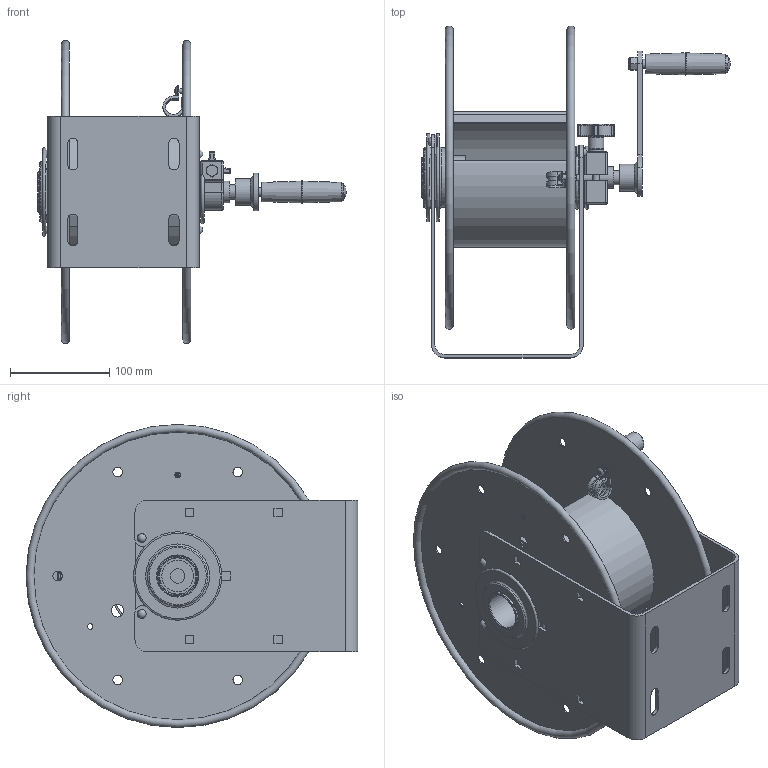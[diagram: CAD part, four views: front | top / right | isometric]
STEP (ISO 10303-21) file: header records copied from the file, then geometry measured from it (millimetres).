
FILE_DESCRIPTION(/* description */ (''),/* implementation_level */ '2;1');
FILE_NAME(/* name */ '112Y-4_SHARED.stp',/* time_stamp */ '2020-04-02T11:43:58-07:00',/* author */ ('NMelton'),/* organization */ (''),/* preprocessor_version */ 'ST-DEVELOPER v17',/* originating_system */ 'Autodesk Inventor 2019',/* authorisation */ '');
FILE_SCHEMA (('AUTOMOTIVE_DESIGN { 1 0 10303 214 3 1 1 }'));
Length unit declared in the file: inch
Products named in the file (1): 112Y-4_SHARED
Bounding box: 310.25 x 333.63 x 304.8 mm (x, y, z)
Surface area: 643513.4 mm2 (no closed solid volume)
Topology: 0 solids, 43 shells, 1083 faces, 3714 edges, 2541 vertices
Faces by surface type: plane 445, bspline 326, cylinder 211, torus 46, cone 28, sphere 27
Full cylindrical faces by diameter (mm): 2.54 x1, 3.048 x1, 3.962 x1, 4.826 x1, 5.182 x1, 5.563 x6, 6.477 x1, 6.604 x1, 8.839 x4, 9.271 x1, 9.525 x10, 12.192 x1, 12.7 x7, 14.3 x1, 15.875 x2, 21.59 x1, 27.051 x1, 28.448 x1, 31.75 x1, 33.401 x1, 36.525 x1, 41.199 x1, 41.402 x1, 44.45 x1, 60.325 x1
Entity records: 44420 total; most frequent: CARTESIAN_POINT 14104, ORIENTED_EDGE 6172, DIRECTION 4854, EDGE_CURVE 3692, VERTEX_POINT 2541, LINE 1990, VECTOR 1990, AXIS2_PLACEMENT_3D 1432
